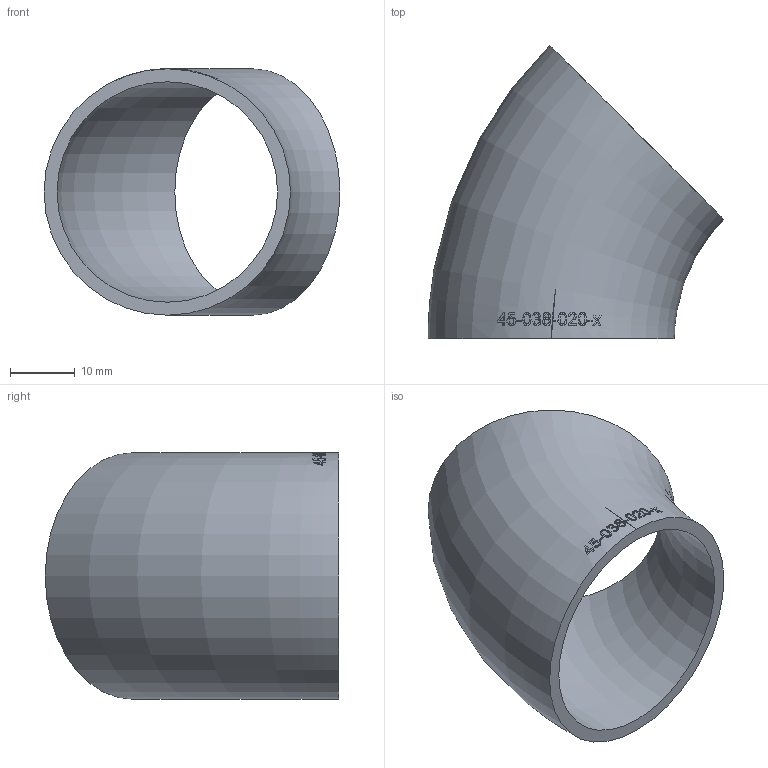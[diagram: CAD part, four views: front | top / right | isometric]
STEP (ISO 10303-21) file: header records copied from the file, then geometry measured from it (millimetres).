
FILE_DESCRIPTION (( 'STEP AP214' ), '1' );
FILE_NAME ('45-038-020-x Bogen 2004.STEP', '2020-04-14T14:26:18', ( '' ), ( '' ), 'SwSTEP 2.0', 'SolidWorks 2019', '' );
FILE_SCHEMA (( 'AUTOMOTIVE_DESIGN' ));
Length unit declared in the file: millimetre
Products named in the file (1): 45-038-020-x Bogen 2004
Bounding box: 45.62 x 45.25 x 38 mm (x, y, z)
Volume: 7994 mm3; surface area: 8449.9 mm2
Topology: 1 solids, 1 shells, 155 faces, 406 edges, 271 vertices
Faces by surface type: bspline 133, torus 20, plane 2
Entity records: 16820 total; most frequent: CARTESIAN_POINT 12560, ORIENTED_EDGE 806, EDGE_CURVE 403, B_SPLINE_CURVE_WITH_KNOTS 399, VERTEX_POINT 270, EDGE_LOOP 177, FACE_OUTER_BOUND 157, ADVANCED_FACE 155
